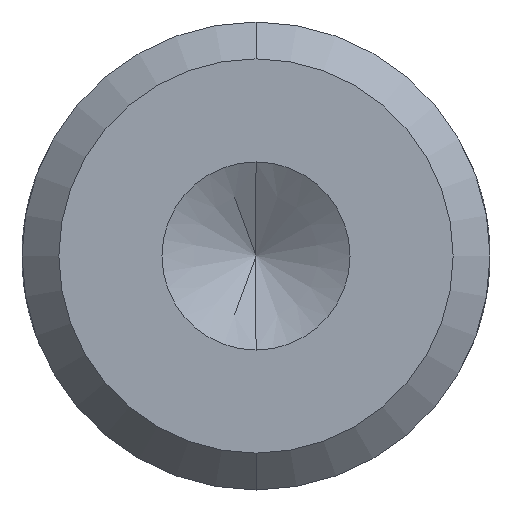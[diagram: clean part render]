
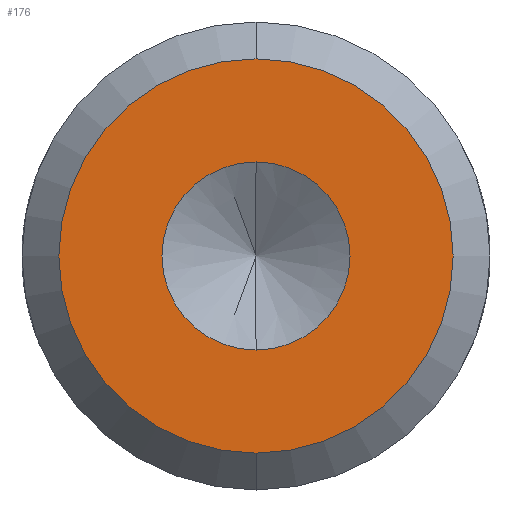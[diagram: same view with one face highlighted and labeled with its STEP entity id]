
A CAD part, front view. The second image highlights one B-rep face of the part: STEP entity #176.
In plain terms, the highlighted planar face has unit normal (0, -1, 0).
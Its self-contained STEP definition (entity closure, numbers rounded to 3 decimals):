
#1 = DIRECTION ( 'NONE',  ( 0., 0., 1. ) ) ;
#7 = AXIS2_PLACEMENT_3D ( 'NONE', #201, #46, #672 ) ;
#16 = ORIENTED_EDGE ( 'NONE', *, *, #334, .T. ) ;
#19 = CIRCLE ( 'NONE', #565, 2.553 ) ;
#45 = EDGE_LOOP ( 'NONE', ( #287, #16 ) ) ;
#46 = DIRECTION ( 'NONE',  ( 0., -1., 0. ) ) ;
#77 = DIRECTION ( 'NONE',  ( 0., 1., 0. ) ) ;
#115 = VERTEX_POINT ( 'NONE', #208 ) ;
#120 = VERTEX_POINT ( 'NONE', #133 ) ;
#133 = CARTESIAN_POINT ( 'NONE',  ( 0., 0., -2.553 ) ) ;
#143 = AXIS2_PLACEMENT_3D ( 'NONE', #311, #77, #1 ) ;
#176 = ADVANCED_FACE ( 'NONE', ( #615, #539 ), #692, .F. ) ;
#182 = CARTESIAN_POINT ( 'NONE',  ( 0., 0., 0. ) ) ;
#184 = DIRECTION ( 'NONE',  ( 0., 0., -1. ) ) ;
#201 = CARTESIAN_POINT ( 'NONE',  ( 0., 0., 0. ) ) ;
#202 = VERTEX_POINT ( 'NONE', #621 ) ;
#208 = CARTESIAN_POINT ( 'NONE',  ( 0., 0., 5.35 ) ) ;
#236 = DIRECTION ( 'NONE',  ( 0., 0., -1. ) ) ;
#252 = EDGE_LOOP ( 'NONE', ( #944, #975 ) ) ;
#287 = ORIENTED_EDGE ( 'NONE', *, *, #947, .T. ) ;
#290 = EDGE_CURVE ( 'NONE', #886, #120, #1000, .T. ) ;
#298 = CIRCLE ( 'NONE', #849, 5.35 ) ;
#311 = CARTESIAN_POINT ( 'NONE',  ( 0., 0., 0. ) ) ;
#334 = EDGE_CURVE ( 'NONE', #202, #115, #298, .T. ) ;
#490 = EDGE_CURVE ( 'NONE', #120, #886, #19, .T. ) ;
#539 = FACE_OUTER_BOUND ( 'NONE', #45, .T. ) ;
#562 = DIRECTION ( 'NONE',  ( 0., -1., 0. ) ) ;
#565 = AXIS2_PLACEMENT_3D ( 'NONE', #743, #885, #969 ) ;
#587 = CARTESIAN_POINT ( 'NONE',  ( 0., 0., 2.553 ) ) ;
#615 = FACE_BOUND ( 'NONE', #252, .T. ) ;
#621 = CARTESIAN_POINT ( 'NONE',  ( 0., 0., -5.35 ) ) ;
#672 = DIRECTION ( 'NONE',  ( 0., 0., -1. ) ) ;
#692 = PLANE ( 'NONE',  #143 ) ;
#728 = DIRECTION ( 'NONE',  ( 0., -1., 0. ) ) ;
#743 = CARTESIAN_POINT ( 'NONE',  ( 0., 0., 0. ) ) ;
#804 = AXIS2_PLACEMENT_3D ( 'NONE', #949, #562, #236 ) ;
#825 = CIRCLE ( 'NONE', #7, 5.35 ) ;
#849 = AXIS2_PLACEMENT_3D ( 'NONE', #182, #728, #184 ) ;
#885 = DIRECTION ( 'NONE',  ( 0., -1., 0. ) ) ;
#886 = VERTEX_POINT ( 'NONE', #587 ) ;
#944 = ORIENTED_EDGE ( 'NONE', *, *, #490, .F. ) ;
#947 = EDGE_CURVE ( 'NONE', #115, #202, #825, .T. ) ;
#949 = CARTESIAN_POINT ( 'NONE',  ( 0., 0., 0. ) ) ;
#969 = DIRECTION ( 'NONE',  ( 0., 0., -1. ) ) ;
#975 = ORIENTED_EDGE ( 'NONE', *, *, #290, .F. ) ;
#1000 = CIRCLE ( 'NONE', #804, 2.553 ) ;
